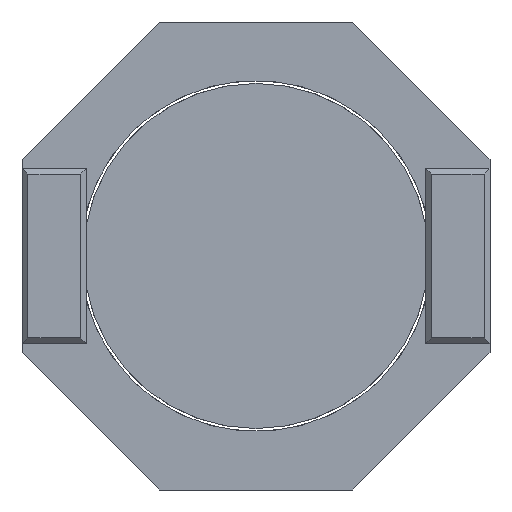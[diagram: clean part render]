
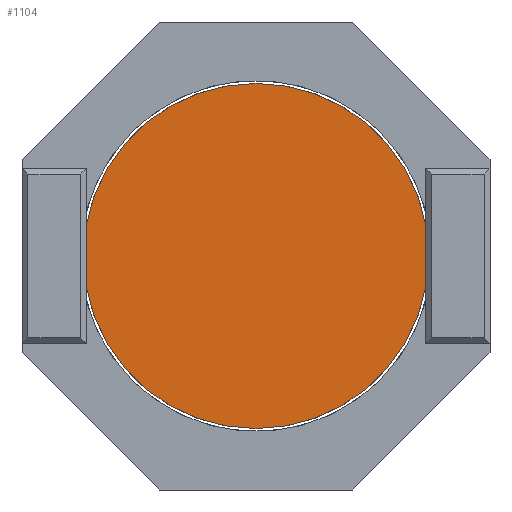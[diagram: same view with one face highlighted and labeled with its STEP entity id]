
A CAD part, front view. The second image highlights one B-rep face of the part: STEP entity #1104.
In plain terms, the highlighted planar face has unit normal (0, -1, 0).
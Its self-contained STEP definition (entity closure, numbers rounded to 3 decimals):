
#97=CARTESIAN_POINT('',(0.,-0.1,0.));
#98=DIRECTION('',(0.,-1.,0.));
#99=DIRECTION('',(-0.983,0.,-0.183));
#100=AXIS2_PLACEMENT_3D('',#97,#98,#99);
#382=DIRECTION('',(0.,0.,1.));
#383=VECTOR('',#382,1.082);
#384=CARTESIAN_POINT('',(-2.9,-0.1,-0.541));
#385=LINE('',#384,#383);
#386=DIRECTION('',(0.,0.,-1.));
#387=VECTOR('',#386,1.082);
#388=CARTESIAN_POINT('',(2.9,-0.1,0.541));
#389=LINE('',#388,#387);
#390=CARTESIAN_POINT('',(0.,-0.1,0.));
#391=DIRECTION('',(0.,-1.,0.));
#392=DIRECTION('',(0.983,0.,0.183));
#393=AXIS2_PLACEMENT_3D('',#390,#391,#392);
#505=CARTESIAN_POINT('',(-2.9,-0.1,0.541));
#506=VERTEX_POINT('',#505);
#507=CARTESIAN_POINT('',(-2.9,-0.1,-0.541));
#508=VERTEX_POINT('',#507);
#525=CARTESIAN_POINT('',(2.9,-0.1,-0.541));
#526=VERTEX_POINT('',#525);
#527=CARTESIAN_POINT('',(2.9,-0.1,0.541));
#528=VERTEX_POINT('',#527);
#1092=CARTESIAN_POINT('',(0.,-0.1,0.));
#1093=DIRECTION('',(0.,1.,0.));
#1094=DIRECTION('',(0.,0.,-1.));
#1095=AXIS2_PLACEMENT_3D('',#1092,#1093,#1094);
#1096=PLANE('',#1095);
#1097=ORIENTED_EDGE('',*,*,#802,.T.);
#1099=ORIENTED_EDGE('',*,*,#1098,.F.);
#1100=ORIENTED_EDGE('',*,*,#692,.T.);
#1101=ORIENTED_EDGE('',*,*,#644,.F.);
#1102=EDGE_LOOP('',(#1097,#1099,#1100,#1101));
#1103=FACE_OUTER_BOUND('',#1102,.F.);
#101=CIRCLE('',#100,2.95);
#394=CIRCLE('',#393,2.95);
#644=EDGE_CURVE('',#508,#526,#101,.T.);
#692=EDGE_CURVE('',#528,#526,#389,.T.);
#802=EDGE_CURVE('',#508,#506,#385,.T.);
#1098=EDGE_CURVE('',#528,#506,#394,.T.);
#1104=ADVANCED_FACE('',(#1103),#1096,.F.);
